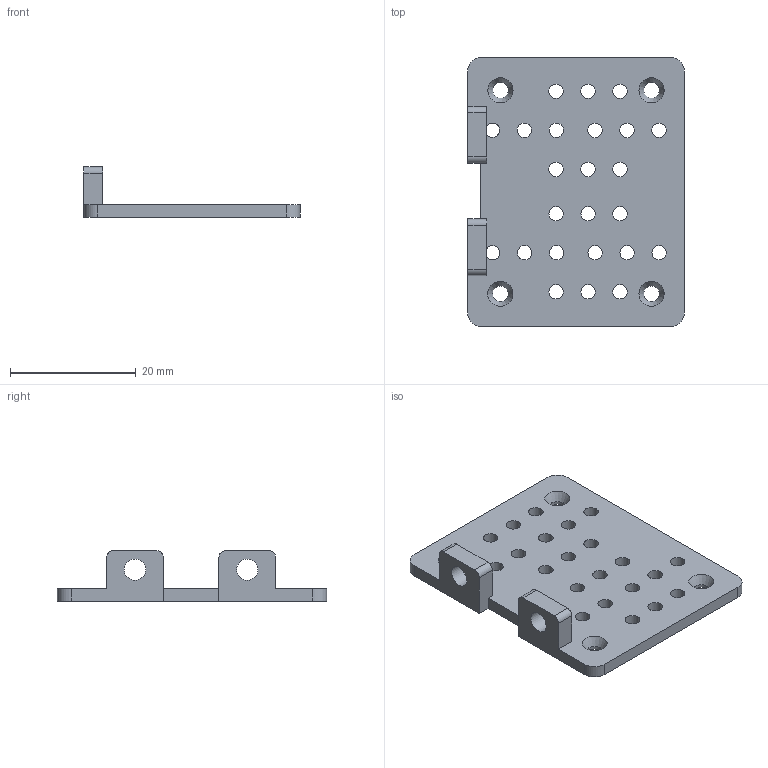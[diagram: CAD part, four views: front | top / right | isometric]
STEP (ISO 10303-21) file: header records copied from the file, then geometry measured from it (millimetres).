
FILE_DESCRIPTION(('FreeCAD Model'),'2;1');
FILE_NAME('Open CASCADE Shape Model','2025-07-26T13:12:20',(''),(''), 'Open CASCADE STEP processor 7.8','FreeCAD','Unknown');
FILE_SCHEMA(('AUTOMOTIVE_DESIGN { 1 0 10303 214 1 1 1 1 }'));
Length unit declared in the file: millimetre
Products named in the file (2): base-print; base
Assembly tree (1 placements, depth 2):
  base-print
    base
Bounding box: 34.4 x 42.8 x 8 mm (x, y, z)
Volume: 2908 mm3; surface area: 3681.6 mm2
Topology: 1 solids, 1 shells, 60 faces, 172 edges, 112 vertices
Faces by surface type: cylinder 38, plane 18, cone 4
Full cylindrical faces by diameter (mm): 2.3 x24, 2.5 x4, 3.4 x2
Entity records: 2158 total; most frequent: DIRECTION 380, CARTESIAN_POINT 346, ORIENTED_EDGE 344, EDGE_CURVE 172, AXIS2_PLACEMENT_3D 146, FACE_BOUND 118, EDGE_LOOP 118, VERTEX_POINT 112
